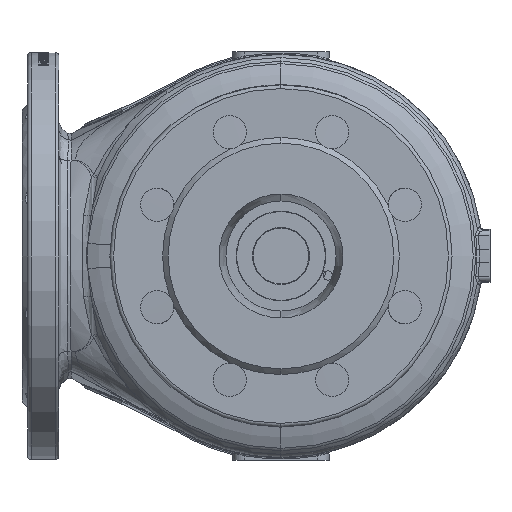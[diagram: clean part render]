
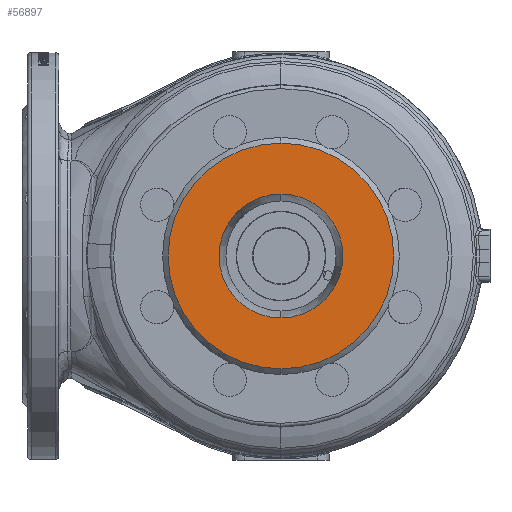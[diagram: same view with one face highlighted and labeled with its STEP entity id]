
A CAD part, front view. The second image highlights one B-rep face of the part: STEP entity #56897.
In plain terms, the highlighted planar face has unit normal (0, -1, 0).
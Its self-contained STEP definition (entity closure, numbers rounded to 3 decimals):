
#7319 = CIRCLE ( 'NONE', #96350, 33.5 ) ;
#14064 = CARTESIAN_POINT ( 'NONE',  ( 0., -170., -33.5 ) ) ;
#19645 = CARTESIAN_POINT ( 'NONE',  ( 0., -170., 0. ) ) ;
#20168 = DIRECTION ( 'NONE',  ( 0., -1., 0. ) ) ;
#24134 = ORIENTED_EDGE ( 'NONE', *, *, #102033, .F. ) ;
#32453 = PLANE ( 'NONE',  #156726 ) ;
#39247 = DIRECTION ( 'NONE',  ( 0., 0., 1. ) ) ;
#42706 = DIRECTION ( 'NONE',  ( 0., 1., 0. ) ) ;
#42769 = EDGE_CURVE ( 'NONE', #134353, #109091, #95479, .T. ) ;
#44382 = AXIS2_PLACEMENT_3D ( 'NONE', #88611, #50763, #39247 ) ;
#46186 = DIRECTION ( 'NONE',  ( 0., 0., -1. ) ) ;
#47221 = VERTEX_POINT ( 'NONE', #14064 ) ;
#50038 = CARTESIAN_POINT ( 'NONE',  ( 0., -170., 61. ) ) ;
#50763 = DIRECTION ( 'NONE',  ( 0., 1., 0. ) ) ;
#55297 = DIRECTION ( 'NONE',  ( 0., 0., 1. ) ) ;
#56897 = ADVANCED_FACE ( 'NONE', ( #101897, #105827 ), #32453, .T. ) ;
#57650 = CARTESIAN_POINT ( 'NONE',  ( 0., -170., 0. ) ) ;
#71564 = CIRCLE ( 'NONE', #105965, 33.5 ) ;
#76967 = VERTEX_POINT ( 'NONE', #101268 ) ;
#88611 = CARTESIAN_POINT ( 'NONE',  ( 0., -170., 0. ) ) ;
#94500 = ORIENTED_EDGE ( 'NONE', *, *, #147660, .F. ) ;
#95479 = CIRCLE ( 'NONE', #111730, 61. ) ;
#96350 = AXIS2_PLACEMENT_3D ( 'NONE', #113402, #124997, #99095 ) ;
#99095 = DIRECTION ( 'NONE',  ( 0., 0., -1. ) ) ;
#101268 = CARTESIAN_POINT ( 'NONE',  ( 0., -170., 33.5 ) ) ;
#101897 = FACE_BOUND ( 'NONE', #135338, .T. ) ;
#102033 = EDGE_CURVE ( 'NONE', #47221, #76967, #7319, .T. ) ;
#105827 = FACE_OUTER_BOUND ( 'NONE', #146404, .T. ) ;
#105965 = AXIS2_PLACEMENT_3D ( 'NONE', #19645, #20168, #133487 ) ;
#109091 = VERTEX_POINT ( 'NONE', #50038 ) ;
#111730 = AXIS2_PLACEMENT_3D ( 'NONE', #116944, #42706, #55297 ) ;
#113402 = CARTESIAN_POINT ( 'NONE',  ( 0., -170., 0. ) ) ;
#116944 = CARTESIAN_POINT ( 'NONE',  ( 0., -170., 0. ) ) ;
#124997 = DIRECTION ( 'NONE',  ( 0., -1., 0. ) ) ;
#125472 = ORIENTED_EDGE ( 'NONE', *, *, #142574, .F. ) ;
#127686 = ORIENTED_EDGE ( 'NONE', *, *, #42769, .F. ) ;
#133487 = DIRECTION ( 'NONE',  ( 0., 0., -1. ) ) ;
#134353 = VERTEX_POINT ( 'NONE', #155516 ) ;
#135338 = EDGE_LOOP ( 'NONE', ( #94500, #24134 ) ) ;
#140573 = CIRCLE ( 'NONE', #44382, 61. ) ;
#142574 = EDGE_CURVE ( 'NONE', #109091, #134353, #140573, .T. ) ;
#146404 = EDGE_LOOP ( 'NONE', ( #125472, #127686 ) ) ;
#147334 = DIRECTION ( 'NONE',  ( 0., -1., 0. ) ) ;
#147660 = EDGE_CURVE ( 'NONE', #76967, #47221, #71564, .T. ) ;
#155516 = CARTESIAN_POINT ( 'NONE',  ( 0., -170., -61. ) ) ;
#156726 = AXIS2_PLACEMENT_3D ( 'NONE', #57650, #147334, #46186 ) ;
